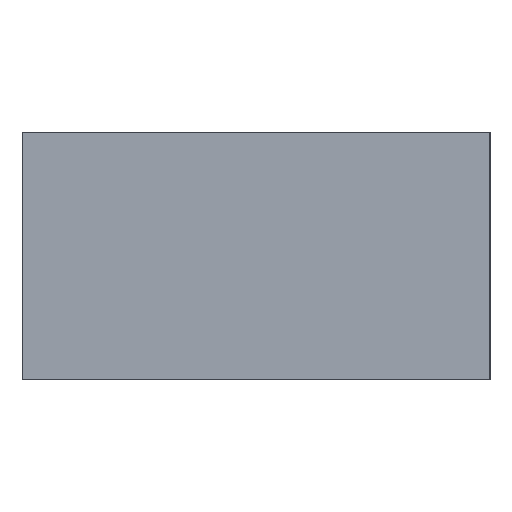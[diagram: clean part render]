
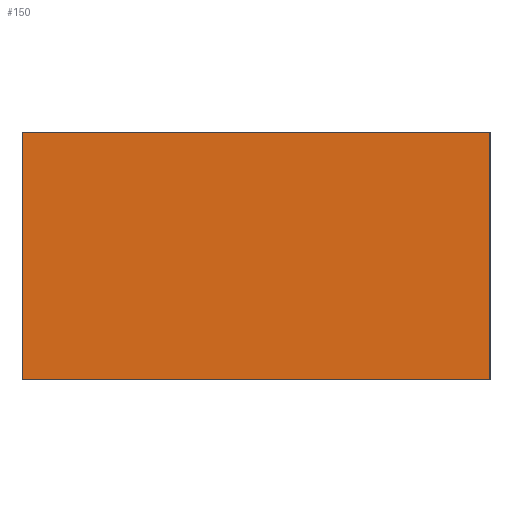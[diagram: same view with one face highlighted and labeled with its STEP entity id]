
A CAD part, left-side view. The second image highlights one B-rep face of the part: STEP entity #150.
In plain terms, the highlighted planar face has unit normal (-1, 0, 0).
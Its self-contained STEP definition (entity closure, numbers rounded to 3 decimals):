
#22=PLANE('',#176);
#30=FACE_OUTER_BOUND('',#38,.T.);
#38=EDGE_LOOP('',(#127,#128,#129,#130));
#48=LINE('',#237,#62);
#56=LINE('',#252,#70);
#57=LINE('',#254,#71);
#58=LINE('',#255,#72);
#62=VECTOR('',#198,10.);
#70=VECTOR('',#210,10.);
#71=VECTOR('',#213,10.);
#72=VECTOR('',#214,10.);
#81=VERTEX_POINT('',#233);
#83=VERTEX_POINT('',#236);
#87=VERTEX_POINT('',#248);
#88=VERTEX_POINT('',#250);
#96=EDGE_CURVE('',#81,#83,#48,.T.);
#104=EDGE_CURVE('',#87,#88,#56,.T.);
#105=EDGE_CURVE('',#87,#81,#57,.T.);
#106=EDGE_CURVE('',#83,#88,#58,.T.);
#127=ORIENTED_EDGE('',*,*,#105,.F.);
#128=ORIENTED_EDGE('',*,*,#104,.T.);
#129=ORIENTED_EDGE('',*,*,#106,.F.);
#130=ORIENTED_EDGE('',*,*,#96,.F.);
#150=ADVANCED_FACE('',(#30),#22,.T.);
#176=AXIS2_PLACEMENT_3D('',#253,#211,#212);
#198=DIRECTION('',(0.,0.,-1.));
#210=DIRECTION('',(0.,0.,-1.));
#211=DIRECTION('center_axis',(-1.,0.,0.));
#212=DIRECTION('ref_axis',(0.,1.,0.));
#213=DIRECTION('',(0.,-1.,0.));
#214=DIRECTION('',(0.,1.,0.));
#233=CARTESIAN_POINT('',(-25.4,53.825,-41.285));
#236=CARTESIAN_POINT('',(-25.4,53.825,-46.365));
#237=CARTESIAN_POINT('',(-25.4,53.825,-41.285));
#248=CARTESIAN_POINT('',(-25.4,63.45,-41.285));
#250=CARTESIAN_POINT('',(-25.4,63.45,-46.365));
#252=CARTESIAN_POINT('',(-25.4,63.45,-41.285));
#253=CARTESIAN_POINT('Origin',(-25.4,53.825,-41.285));
#254=CARTESIAN_POINT('',(-25.4,56.231,-41.285));
#255=CARTESIAN_POINT('',(-25.4,56.231,-46.365));
